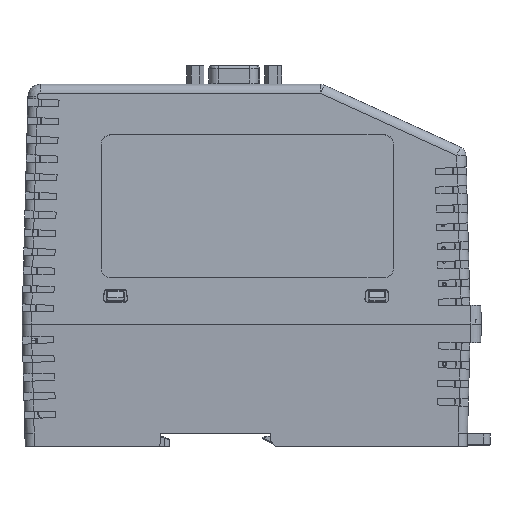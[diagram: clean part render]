
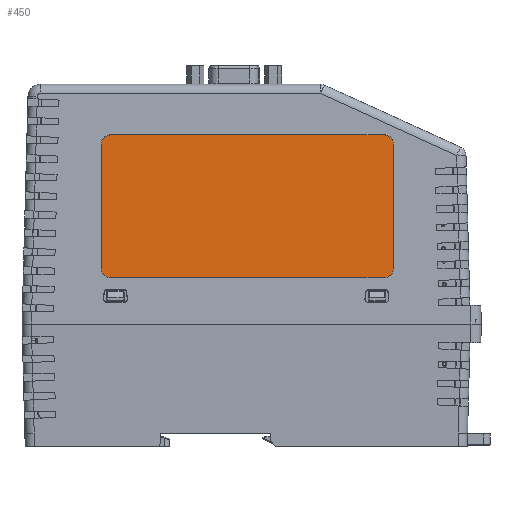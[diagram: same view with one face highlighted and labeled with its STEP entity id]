
A CAD part, left-side view. The second image highlights one B-rep face of the part: STEP entity #450.
In plain terms, the highlighted face is planar.
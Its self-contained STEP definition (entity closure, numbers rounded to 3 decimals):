
#450 = ADVANCED_FACE ( 'NONE', ( #181756 ), #28455, .T. ) ;
#5277 = ORIENTED_EDGE ( 'NONE', *, *, #196194, .F. ) ;
#12309 = VERTEX_POINT ( 'NONE', #151993 ) ;
#12753 = DIRECTION ( 'NONE',  ( -0.026, 0., -1. ) ) ;
#15074 = VERTEX_POINT ( 'NONE', #22710 ) ;
#15509 = CARTESIAN_POINT ( 'NONE',  ( 16.249, -47.252, 59.142 ) ) ;
#16118 = EDGE_LOOP ( 'NONE', ( #69079, #132508, #26631, #207998, #23269, #106230, #112875, #5277 ) ) ;
#16628 = DIRECTION ( 'NONE',  ( -0.026, 0., -1. ) ) ;
#19834 = CARTESIAN_POINT ( 'NONE',  ( 16.249, 46.516, 59.142 ) ) ;
#22710 = CARTESIAN_POINT ( 'NONE',  ( 16.327, 43.532, 62.126 ) ) ;
#23269 = ORIENTED_EDGE ( 'NONE', *, *, #160675, .T. ) ;
#24162 = EDGE_CURVE ( 'NONE', #120595, #113968, #66258, .T. ) ;
#26631 = ORIENTED_EDGE ( 'NONE', *, *, #24162, .T. ) ;
#28455 = PLANE ( 'NONE',  #62466 ) ;
#32697 = CARTESIAN_POINT ( 'NONE',  ( 15.203, 46.516, 19.219 ) ) ;
#36361 = DIRECTION ( 'NONE',  ( -0.026, 0., -1. ) ) ;
#39127 = CARTESIAN_POINT ( 'NONE',  ( 16.327, 43.532, 62.126 ) ) ;
#44005 = VERTEX_POINT ( 'NONE', #126069 ) ;
#44918 = EDGE_CURVE ( 'NONE', #81112, #15074, #154062, .T. ) ;
#46807 = CIRCLE ( 'NONE', #186081, 2.984 ) ;
#49179 = VECTOR ( 'NONE', #16628, 1000. ) ;
#57184 = CARTESIAN_POINT ( 'NONE',  ( 15.203, 43.532, 19.219 ) ) ;
#57582 = AXIS2_PLACEMENT_3D ( 'NONE', #141578, #189641, #36361 ) ;
#59904 = EDGE_CURVE ( 'NONE', #113968, #106089, #202401, .T. ) ;
#61601 = AXIS2_PLACEMENT_3D ( 'NONE', #76729, #91377, #209866 ) ;
#62466 = AXIS2_PLACEMENT_3D ( 'NONE', #111411, #96866, #165080 ) ;
#66258 = CIRCLE ( 'NONE', #184432, 2.984 ) ;
#69079 = ORIENTED_EDGE ( 'NONE', *, *, #44918, .T. ) ;
#75446 = VECTOR ( 'NONE', #78875, 1000. ) ;
#76729 = CARTESIAN_POINT ( 'NONE',  ( 15.203, -44.268, 19.219 ) ) ;
#78875 = DIRECTION ( 'NONE',  ( 0., -1., 0. ) ) ;
#81112 = VERTEX_POINT ( 'NONE', #19834 ) ;
#91377 = DIRECTION ( 'NONE',  ( 1., 0., -0.026 ) ) ;
#94143 = DIRECTION ( 'NONE',  ( -1., 0., 0.026 ) ) ;
#96866 = DIRECTION ( 'NONE',  ( 1., 0., -0.026 ) ) ;
#98479 = EDGE_CURVE ( 'NONE', #218704, #12309, #46807, .T. ) ;
#101296 = CARTESIAN_POINT ( 'NONE',  ( 16.249, 46.516, 59.142 ) ) ;
#103222 = DIRECTION ( 'NONE',  ( -0.026, 0., -1. ) ) ;
#104325 = DIRECTION ( 'NONE',  ( 1., 0., -0.026 ) ) ;
#106089 = VERTEX_POINT ( 'NONE', #134577 ) ;
#106230 = ORIENTED_EDGE ( 'NONE', *, *, #137954, .F. ) ;
#107446 = CARTESIAN_POINT ( 'NONE',  ( 16.327, -44.268, 62.126 ) ) ;
#107447 = CIRCLE ( 'NONE', #61601, 2.984 ) ;
#109503 = CARTESIAN_POINT ( 'NONE',  ( 16.249, -47.252, 59.142 ) ) ;
#111411 = CARTESIAN_POINT ( 'NONE',  ( 16.249, 43.532, 59.142 ) ) ;
#112875 = ORIENTED_EDGE ( 'NONE', *, *, #98479, .F. ) ;
#113968 = VERTEX_POINT ( 'NONE', #109503 ) ;
#120595 = VERTEX_POINT ( 'NONE', #107446 ) ;
#120910 = DIRECTION ( 'NONE',  ( 0., -1., 0. ) ) ;
#124236 = LINE ( 'NONE', #39127, #143896 ) ;
#126069 = CARTESIAN_POINT ( 'NONE',  ( 15.125, -44.268, 16.236 ) ) ;
#132508 = ORIENTED_EDGE ( 'NONE', *, *, #174044, .T. ) ;
#134577 = CARTESIAN_POINT ( 'NONE',  ( 15.203, -47.252, 19.219 ) ) ;
#137954 = EDGE_CURVE ( 'NONE', #12309, #44005, #163962, .T. ) ;
#141578 = CARTESIAN_POINT ( 'NONE',  ( 16.249, 43.532, 59.142 ) ) ;
#143896 = VECTOR ( 'NONE', #120910, 1000. ) ;
#147138 = CARTESIAN_POINT ( 'NONE',  ( 15.125, 43.532, 16.236 ) ) ;
#151993 = CARTESIAN_POINT ( 'NONE',  ( 15.125, 43.532, 16.236 ) ) ;
#152470 = CARTESIAN_POINT ( 'NONE',  ( 16.249, -44.268, 59.142 ) ) ;
#154062 = CIRCLE ( 'NONE', #57582, 2.984 ) ;
#160675 = EDGE_CURVE ( 'NONE', #106089, #44005, #107447, .T. ) ;
#163962 = LINE ( 'NONE', #147138, #75446 ) ;
#164136 = VECTOR ( 'NONE', #12753, 1000. ) ;
#165080 = DIRECTION ( 'NONE',  ( -0.026, 0., -1. ) ) ;
#174044 = EDGE_CURVE ( 'NONE', #15074, #120595, #124236, .T. ) ;
#181756 = FACE_OUTER_BOUND ( 'NONE', #16118, .T. ) ;
#184432 = AXIS2_PLACEMENT_3D ( 'NONE', #152470, #104325, #103222 ) ;
#186081 = AXIS2_PLACEMENT_3D ( 'NONE', #57184, #94143, #194772 ) ;
#189641 = DIRECTION ( 'NONE',  ( 1., 0., -0.026 ) ) ;
#194772 = DIRECTION ( 'NONE',  ( -0.026, 0., -1. ) ) ;
#196194 = EDGE_CURVE ( 'NONE', #81112, #218704, #218701, .T. ) ;
#202401 = LINE ( 'NONE', #15509, #49179 ) ;
#207998 = ORIENTED_EDGE ( 'NONE', *, *, #59904, .T. ) ;
#209866 = DIRECTION ( 'NONE',  ( -0.026, 0., -1. ) ) ;
#218701 = LINE ( 'NONE', #101296, #164136 ) ;
#218704 = VERTEX_POINT ( 'NONE', #32697 ) ;
